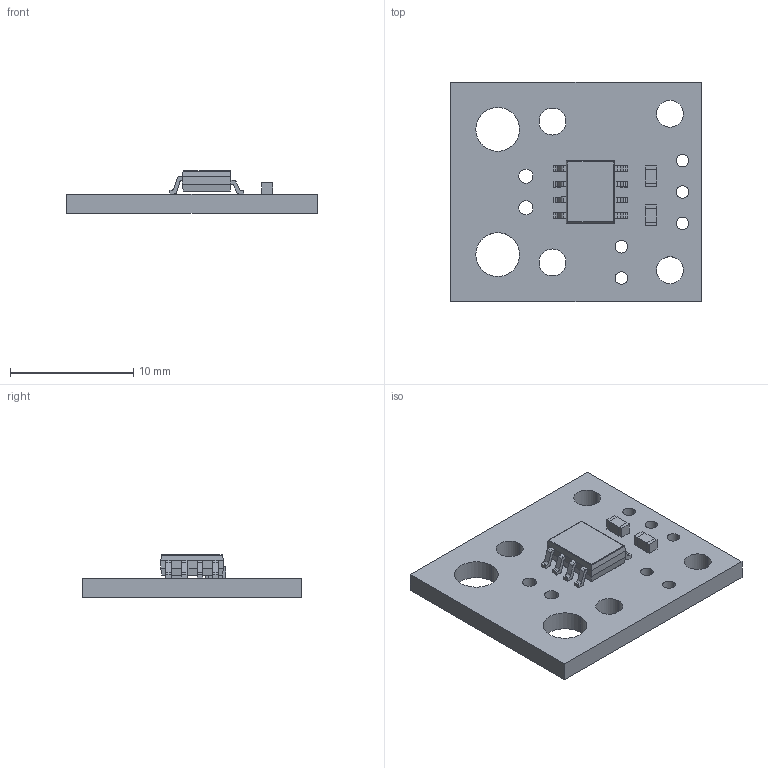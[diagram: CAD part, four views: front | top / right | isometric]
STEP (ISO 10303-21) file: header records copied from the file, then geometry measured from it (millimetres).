
FILE_DESCRIPTION (( 'STEP AP214' ), '1' );
FILE_NAME ('achs-712x-current-sensor-carrier-step_v2.step', '2023-07-25T20:20:31', ( '' ), ( '' ), 'SwSTEP 2.0', 'SolidWorks 2023', '' );
FILE_SCHEMA (( 'AUTOMOTIVE_DESIGN' ));
Length unit declared in the file: millimetre
Products named in the file (1): achs-712x-current-sensor-carrier-step_v2
Bounding box: 20.32 x 17.78 x 3.48 mm (x, y, z)
Volume: 542.5 mm3; surface area: 970 mm2
Topology: 1 solids, 1 shells, 538 faces, 1465 edges, 964 vertices
Faces by surface type: plane 302, bspline 170, cylinder 66
Entity records: 28738 total; most frequent: CARTESIAN_POINT 10242, ORIENTED_EDGE 2930, DIRECTION 1959, EDGE_CURVE 1465, LINE 989, VECTOR 989, VERTEX_POINT 964, EDGE_LOOP 613
